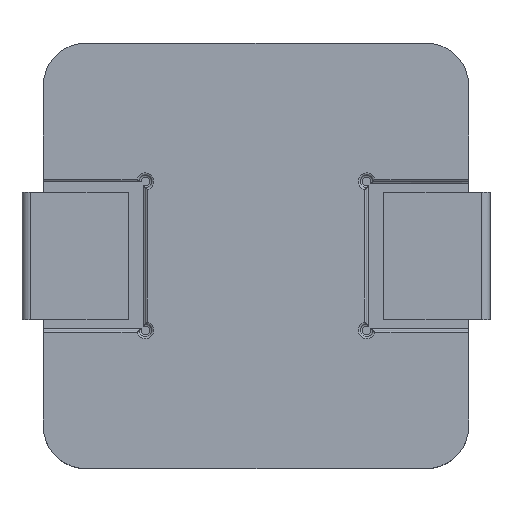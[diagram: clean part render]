
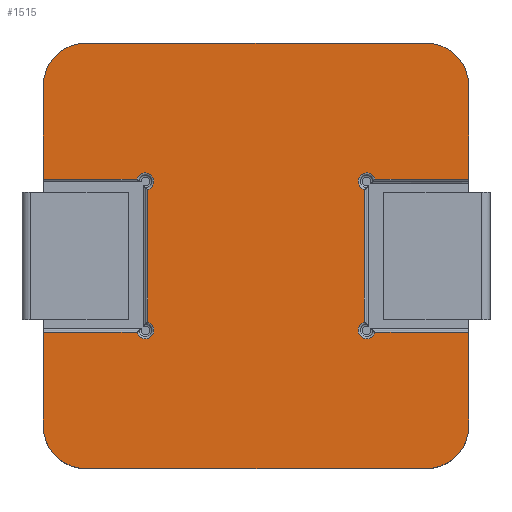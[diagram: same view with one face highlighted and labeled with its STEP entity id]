
A CAD part, top view. The second image highlights one B-rep face of the part: STEP entity #1515.
In plain terms, the highlighted planar face has unit normal (0, 0, 1).
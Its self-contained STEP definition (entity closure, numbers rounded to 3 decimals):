
#422=LINE('',#7220,#677);
#423=LINE('',#7223,#678);
#424=LINE('',#7227,#679);
#425=LINE('',#7231,#680);
#426=LINE('',#7233,#681);
#427=LINE('',#7237,#682);
#428=LINE('',#7241,#683);
#429=LINE('',#7243,#684);
#430=LINE('',#7247,#685);
#431=LINE('',#7251,#686);
#432=LINE('',#7253,#687);
#433=LINE('',#7257,#688);
#677=VECTOR('',#6098,1.);
#678=VECTOR('',#6099,1.);
#679=VECTOR('',#6102,1.);
#680=VECTOR('',#6105,1.);
#681=VECTOR('',#6106,1.);
#682=VECTOR('',#6109,1.);
#683=VECTOR('',#6112,1.);
#684=VECTOR('',#6113,1.);
#685=VECTOR('',#6116,1.);
#686=VECTOR('',#6119,1.);
#687=VECTOR('',#6120,1.);
#688=VECTOR('',#6123,1.);
#1038=PLANE('',#5246);
#1171=FACE_OUTER_BOUND('',#2268,.T.);
#1515=ADVANCED_FACE('',(#1171),#1038,.F.);
#2268=EDGE_LOOP('',(#2929,#2930,#2931,#2932,#2933,#2934,#2935,#2936,#2937,
#2938,#2939,#2940,#2941,#2942,#2943,#2944,#2945,#2946,#2947,#2948));
#2929=ORIENTED_EDGE('',*,*,#4390,.F.);
#2930=ORIENTED_EDGE('',*,*,#4391,.T.);
#2931=ORIENTED_EDGE('',*,*,#4392,.T.);
#2932=ORIENTED_EDGE('',*,*,#4393,.T.);
#2933=ORIENTED_EDGE('',*,*,#4394,.T.);
#2934=ORIENTED_EDGE('',*,*,#4395,.T.);
#2935=ORIENTED_EDGE('',*,*,#4396,.F.);
#2936=ORIENTED_EDGE('',*,*,#4397,.F.);
#2937=ORIENTED_EDGE('',*,*,#4398,.F.);
#2938=ORIENTED_EDGE('',*,*,#4399,.F.);
#2939=ORIENTED_EDGE('',*,*,#4400,.F.);
#2940=ORIENTED_EDGE('',*,*,#4401,.T.);
#2941=ORIENTED_EDGE('',*,*,#4402,.T.);
#2942=ORIENTED_EDGE('',*,*,#4403,.T.);
#2943=ORIENTED_EDGE('',*,*,#4404,.T.);
#2944=ORIENTED_EDGE('',*,*,#4405,.T.);
#2945=ORIENTED_EDGE('',*,*,#4406,.F.);
#2946=ORIENTED_EDGE('',*,*,#4407,.F.);
#2947=ORIENTED_EDGE('',*,*,#4408,.F.);
#2948=ORIENTED_EDGE('',*,*,#4409,.F.);
#3889=VERTEX_POINT('',#7221);
#3890=VERTEX_POINT('',#7222);
#3891=VERTEX_POINT('',#7224);
#3892=VERTEX_POINT('',#7226);
#3893=VERTEX_POINT('',#7228);
#3894=VERTEX_POINT('',#7230);
#3895=VERTEX_POINT('',#7232);
#3896=VERTEX_POINT('',#7234);
#3897=VERTEX_POINT('',#7236);
#3898=VERTEX_POINT('',#7238);
#3899=VERTEX_POINT('',#7240);
#3900=VERTEX_POINT('',#7242);
#3901=VERTEX_POINT('',#7244);
#3902=VERTEX_POINT('',#7246);
#3903=VERTEX_POINT('',#7248);
#3904=VERTEX_POINT('',#7250);
#3905=VERTEX_POINT('',#7252);
#3906=VERTEX_POINT('',#7254);
#3907=VERTEX_POINT('',#7256);
#3908=VERTEX_POINT('',#7258);
#4390=EDGE_CURVE('',#3889,#3890,#422,.T.);
#4391=EDGE_CURVE('',#3889,#3891,#423,.T.);
#4392=EDGE_CURVE('',#3891,#3892,#4898,.T.);
#4393=EDGE_CURVE('',#3892,#3893,#424,.T.);
#4394=EDGE_CURVE('',#3893,#3894,#4899,.T.);
#4395=EDGE_CURVE('',#3894,#3895,#425,.T.);
#4396=EDGE_CURVE('',#3896,#3895,#426,.T.);
#4397=EDGE_CURVE('',#3897,#3896,#4900,.T.);
#4398=EDGE_CURVE('',#3898,#3897,#427,.T.);
#4399=EDGE_CURVE('',#3899,#3898,#4901,.T.);
#4400=EDGE_CURVE('',#3900,#3899,#428,.T.);
#4401=EDGE_CURVE('',#3900,#3901,#429,.T.);
#4402=EDGE_CURVE('',#3901,#3902,#4902,.T.);
#4403=EDGE_CURVE('',#3902,#3903,#430,.T.);
#4404=EDGE_CURVE('',#3903,#3904,#4903,.T.);
#4405=EDGE_CURVE('',#3904,#3905,#431,.T.);
#4406=EDGE_CURVE('',#3906,#3905,#432,.T.);
#4407=EDGE_CURVE('',#3907,#3906,#4904,.T.);
#4408=EDGE_CURVE('',#3908,#3907,#433,.T.);
#4409=EDGE_CURVE('',#3890,#3908,#4905,.T.);
#4898=CIRCLE('',#5238,0.2);
#4899=CIRCLE('',#5239,0.2);
#4900=CIRCLE('',#5240,1.);
#4901=CIRCLE('',#5241,1.);
#4902=CIRCLE('',#5242,0.2);
#4903=CIRCLE('',#5243,0.2);
#4904=CIRCLE('',#5244,1.);
#4905=CIRCLE('',#5245,1.);
#5238=AXIS2_PLACEMENT_3D('',#7225,#6100,#6101);
#5239=AXIS2_PLACEMENT_3D('',#7229,#6103,#6104);
#5240=AXIS2_PLACEMENT_3D('',#7235,#6107,#6108);
#5241=AXIS2_PLACEMENT_3D('',#7239,#6110,#6111);
#5242=AXIS2_PLACEMENT_3D('',#7245,#6114,#6115);
#5243=AXIS2_PLACEMENT_3D('',#7249,#6117,#6118);
#5244=AXIS2_PLACEMENT_3D('',#7255,#6121,#6122);
#5245=AXIS2_PLACEMENT_3D('',#7259,#6124,#6125);
#5246=AXIS2_PLACEMENT_3D('',#7260,#6126,#6127);
#6098=DIRECTION('',(0.,-1.,0.));
#6099=DIRECTION('',(-1.,0.,0.));
#6100=DIRECTION('',(0.,0.,-1.));
#6101=DIRECTION('',(-1.,0.,0.));
#6102=DIRECTION('',(0.,1.,0.));
#6103=DIRECTION('',(0.,0.,-1.));
#6104=DIRECTION('',(-1.,0.,0.));
#6105=DIRECTION('',(1.,0.,0.));
#6106=DIRECTION('',(0.,-1.,0.));
#6107=DIRECTION('',(0.,0.,-1.));
#6108=DIRECTION('',(1.,0.,0.));
#6109=DIRECTION('',(1.,0.,0.));
#6110=DIRECTION('',(0.,0.,-1.));
#6111=DIRECTION('',(1.,0.,0.));
#6112=DIRECTION('',(0.,1.,0.));
#6113=DIRECTION('',(1.,0.,0.));
#6114=DIRECTION('',(0.,0.,-1.));
#6115=DIRECTION('',(-1.,0.,0.));
#6116=DIRECTION('',(0.,-1.,0.));
#6117=DIRECTION('',(0.,0.,-1.));
#6118=DIRECTION('',(-1.,0.,0.));
#6119=DIRECTION('',(-1.,0.,0.));
#6120=DIRECTION('',(0.,1.,0.));
#6121=DIRECTION('',(0.,0.,-1.));
#6122=DIRECTION('',(1.,0.,0.));
#6123=DIRECTION('',(-1.,0.,0.));
#6124=DIRECTION('',(0.,0.,-1.));
#6125=DIRECTION('',(1.,0.,0.));
#6126=DIRECTION('',(0.,0.,-1.));
#6127=DIRECTION('',(-1.,0.,0.));
#7220=CARTESIAN_POINT('',(5.,4.,2.7));
#7221=CARTESIAN_POINT('',(5.,-1.8,2.7));
#7222=CARTESIAN_POINT('',(5.,-4.,2.7));
#7223=CARTESIAN_POINT('',(4.,-1.8,2.7));
#7224=CARTESIAN_POINT('',(2.794,-1.8,2.7));
#7225=CARTESIAN_POINT('',(2.6,-1.75,2.7));
#7226=CARTESIAN_POINT('',(2.55,-1.556,2.7));
#7227=CARTESIAN_POINT('',(2.55,4.,2.7));
#7228=CARTESIAN_POINT('',(2.55,1.556,2.7));
#7229=CARTESIAN_POINT('',(2.6,1.75,2.7));
#7230=CARTESIAN_POINT('',(2.794,1.8,2.7));
#7231=CARTESIAN_POINT('',(4.,1.8,2.7));
#7232=CARTESIAN_POINT('',(5.,1.8,2.7));
#7233=CARTESIAN_POINT('',(5.,4.,2.7));
#7234=CARTESIAN_POINT('',(5.,4.,2.7));
#7235=CARTESIAN_POINT('',(4.,4.,2.7));
#7236=CARTESIAN_POINT('',(4.,5.,2.7));
#7237=CARTESIAN_POINT('',(-4.,5.,2.7));
#7238=CARTESIAN_POINT('',(-4.,5.,2.7));
#7239=CARTESIAN_POINT('',(-4.,4.,2.7));
#7240=CARTESIAN_POINT('',(-5.,4.,2.7));
#7241=CARTESIAN_POINT('',(-5.,-4.,2.7));
#7242=CARTESIAN_POINT('',(-5.,1.8,2.7));
#7243=CARTESIAN_POINT('',(4.,1.8,2.7));
#7244=CARTESIAN_POINT('',(-2.794,1.8,2.7));
#7245=CARTESIAN_POINT('',(-2.6,1.75,2.7));
#7246=CARTESIAN_POINT('',(-2.55,1.556,2.7));
#7247=CARTESIAN_POINT('',(-2.55,4.,2.7));
#7248=CARTESIAN_POINT('',(-2.55,-1.556,2.7));
#7249=CARTESIAN_POINT('',(-2.6,-1.75,2.7));
#7250=CARTESIAN_POINT('',(-2.794,-1.8,2.7));
#7251=CARTESIAN_POINT('',(4.,-1.8,2.7));
#7252=CARTESIAN_POINT('',(-5.,-1.8,2.7));
#7253=CARTESIAN_POINT('',(-5.,-4.,2.7));
#7254=CARTESIAN_POINT('',(-5.,-4.,2.7));
#7255=CARTESIAN_POINT('',(-4.,-4.,2.7));
#7256=CARTESIAN_POINT('',(-4.,-5.,2.7));
#7257=CARTESIAN_POINT('',(4.,-5.,2.7));
#7258=CARTESIAN_POINT('',(4.,-5.,2.7));
#7259=CARTESIAN_POINT('',(4.,-4.,2.7));
#7260=CARTESIAN_POINT('',(4.,4.,2.7));
